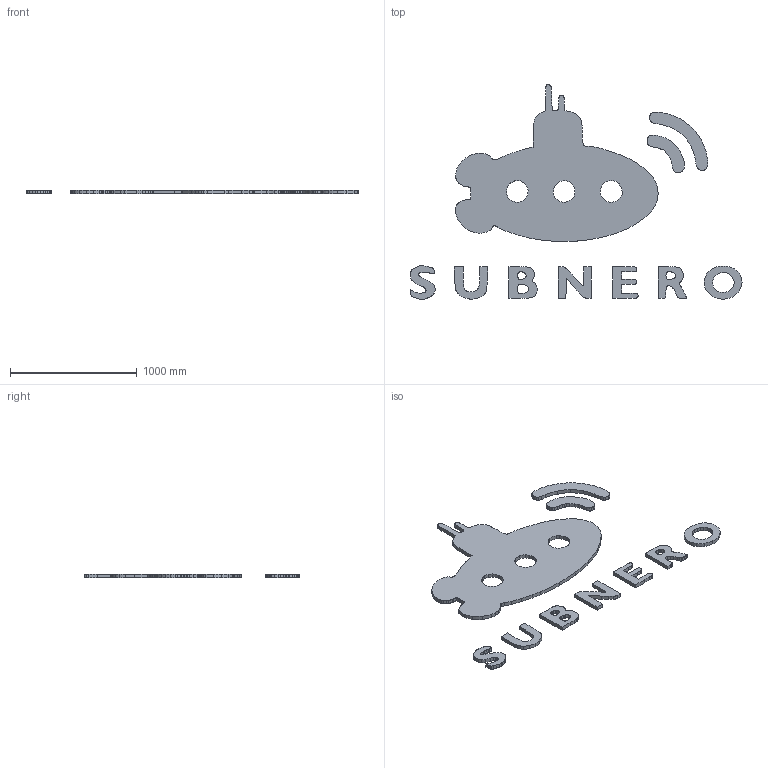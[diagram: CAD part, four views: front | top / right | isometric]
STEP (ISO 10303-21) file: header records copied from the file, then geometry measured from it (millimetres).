
FILE_DESCRIPTION(/* description */ (''),/* implementation_level */ '2;1');
FILE_NAME(/* name */ 'Subnero-Logo-web v3.step',/* time_stamp */ '2018-02-01T16:07:41+08:00',/* author */ (''),/* organization */ (''),/* preprocessor_version */ 'ST-DEVELOPER v16.13',/* originating_system */ 'Autodesk Translation Framework v6.5.0.72',/* authorisation */ '');
FILE_SCHEMA (('AUTOMOTIVE_DESIGN { 1 0 10303 214 3 1 1 }'));
Length unit declared in the file: millimetre
Products named in the file (1): Subnero-Logo-web
Bounding box: 2621.7 x 1696.48 x 30 mm (x, y, z)
Volume: 41482953.6 mm3; surface area: 3320188.9 mm2
Topology: 10 solids, 10 shells, 502 faces, 1446 edges, 964 vertices
Faces by surface type: cylinder 443, plane 59
Entity records: 17048 total; most frequent: DIRECTION 3338, CARTESIAN_POINT 2913, ORIENTED_EDGE 2892, EDGE_CURVE 1446, AXIS2_PLACEMENT_3D 1389, VERTEX_POINT 964, CIRCLE 886, LINE 560
